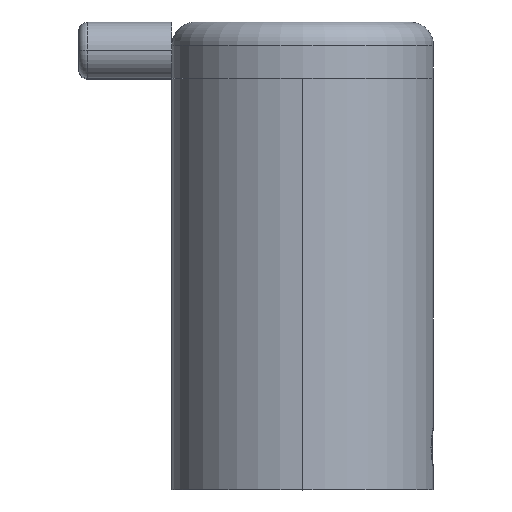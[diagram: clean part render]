
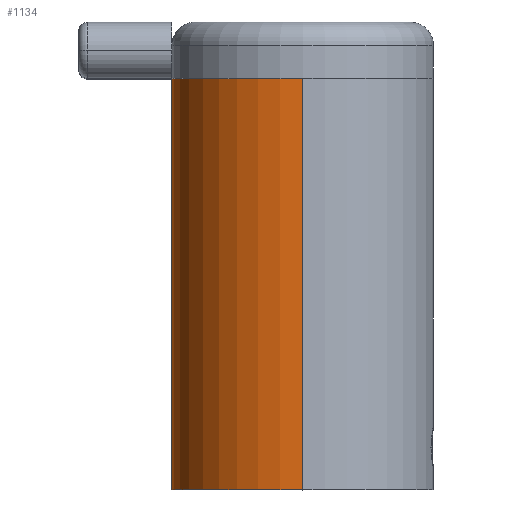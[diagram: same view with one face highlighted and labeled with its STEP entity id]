
A CAD part, top view. The second image highlights one B-rep face of the part: STEP entity #1134.
In plain terms, the highlighted cylindrical face has radius 14 mm (diameter 28 mm), a partial arc.
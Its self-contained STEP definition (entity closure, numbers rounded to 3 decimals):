
#928=CARTESIAN_POINT('',(0.,0.,0.));
#929=DIRECTION('',(0.,1.,0.));
#930=DIRECTION('',(-1.,0.,0.));
#931=AXIS2_PLACEMENT_3D('',#928,#929,#930);
#943=DIRECTION('',(0.,1.,0.));
#944=VECTOR('',#943,44.);
#945=CARTESIAN_POINT('',(14.,0.,0.));
#946=LINE('',#945,#944);
#985=DIRECTION('',(0.,1.,0.));
#986=VECTOR('',#985,44.);
#987=CARTESIAN_POINT('',(-14.,0.,0.));
#988=LINE('',#987,#986);
#994=CARTESIAN_POINT('',(0.,44.,0.));
#995=DIRECTION('',(0.,1.,0.));
#996=DIRECTION('',(-1.,0.,0.));
#997=AXIS2_PLACEMENT_3D('',#994,#995,#996);
#1063=CARTESIAN_POINT('',(14.,0.,0.));
#1064=CARTESIAN_POINT('',(-14.,0.,0.));
#1065=VERTEX_POINT('',#1063);
#1066=VERTEX_POINT('',#1064);
#1071=CARTESIAN_POINT('',(14.,44.,0.));
#1072=CARTESIAN_POINT('',(-14.,44.,0.));
#1073=VERTEX_POINT('',#1071);
#1074=VERTEX_POINT('',#1072);
#1122=CARTESIAN_POINT('',(0.,0.,0.));
#1123=DIRECTION('',(0.,1.,0.));
#1124=DIRECTION('',(1.,0.,0.));
#1125=AXIS2_PLACEMENT_3D('',#1122,#1123,#1124);
#1126=CYLINDRICAL_SURFACE('',#1125,14.);
#1127=ORIENTED_EDGE('',*,*,#1090,.F.);
#1128=ORIENTED_EDGE('',*,*,#1111,.T.);
#1130=ORIENTED_EDGE('',*,*,#1129,.T.);
#1131=ORIENTED_EDGE('',*,*,#1107,.F.);
#1132=EDGE_LOOP('',(#1127,#1128,#1130,#1131));
#1133=FACE_OUTER_BOUND('',#1132,.F.);
#1134=ADVANCED_FACE('',(#1133),#1126,.T.);
#932=CIRCLE('',#931,14.);
#998=CIRCLE('',#997,14.);
#1090=EDGE_CURVE('',#1066,#1065,#932,.T.);
#1107=EDGE_CURVE('',#1065,#1073,#946,.T.);
#1111=EDGE_CURVE('',#1066,#1074,#988,.T.);
#1129=EDGE_CURVE('',#1074,#1073,#998,.T.);
